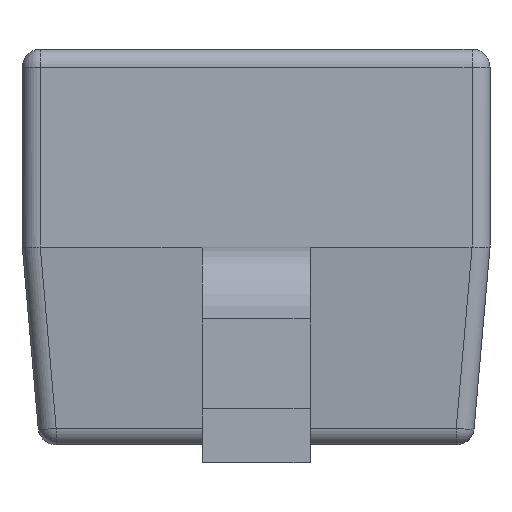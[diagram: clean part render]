
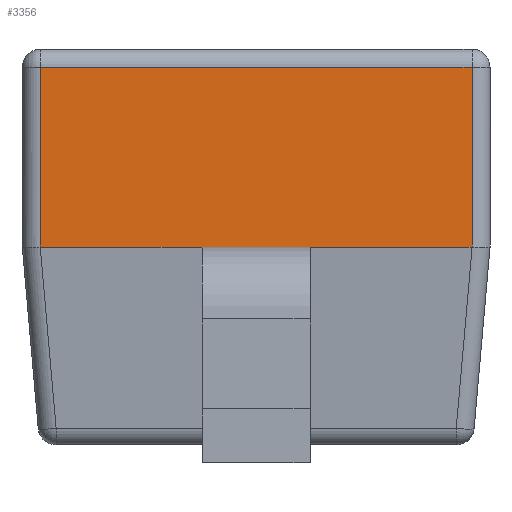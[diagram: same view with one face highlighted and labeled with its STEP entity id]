
A CAD part, left-side view. The second image highlights one B-rep face of the part: STEP entity #3356.
In plain terms, the highlighted planar face has unit normal (-1, 0, 0).
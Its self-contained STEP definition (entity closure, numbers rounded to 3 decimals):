
#693 = CARTESIAN_POINT ( 'NONE',  ( -0.9, 0.15, 0. ) ) ;
#1019 = EDGE_CURVE ( 'NONE', #5937, #7360, #12181, .T. ) ;
#1134 = PLANE ( 'NONE',  #6788 ) ;
#1269 = DIRECTION ( 'NONE',  ( 0., -1., 0. ) ) ;
#1359 = VECTOR ( 'NONE', #10600, 1000. ) ;
#1429 = ORIENTED_EDGE ( 'NONE', *, *, #6352, .T. ) ;
#1718 = CARTESIAN_POINT ( 'NONE',  ( -0.9, -0.15, 0. ) ) ;
#1986 = VERTEX_POINT ( 'NONE', #5299 ) ;
#2012 = ORIENTED_EDGE ( 'NONE', *, *, #2602, .T. ) ;
#2140 = ORIENTED_EDGE ( 'NONE', *, *, #3620, .T. ) ;
#2216 = ORIENTED_EDGE ( 'NONE', *, *, #12270, .T. ) ;
#2358 = FACE_OUTER_BOUND ( 'NONE', #5871, .T. ) ;
#2360 = VECTOR ( 'NONE', #13462, 1000. ) ;
#2588 = CARTESIAN_POINT ( 'NONE',  ( -0.9, -0.65, 0. ) ) ;
#2602 = EDGE_CURVE ( 'NONE', #7360, #7284, #2987, .T. ) ;
#2702 = VECTOR ( 'NONE', #1269, 1000. ) ;
#2987 = LINE ( 'NONE', #6467, #2702 ) ;
#3187 = DIRECTION ( 'NONE',  ( 0., 0., -1. ) ) ;
#3356 = ADVANCED_FACE ( 'NONE', ( #2358 ), #1134, .F. ) ;
#3393 = CARTESIAN_POINT ( 'NONE',  ( -0.9, -0.65, 0.55 ) ) ;
#3620 = EDGE_CURVE ( 'NONE', #4975, #5937, #7572, .T. ) ;
#3710 = CARTESIAN_POINT ( 'NONE',  ( -0.9, -0.65, 0.5 ) ) ;
#3791 = CARTESIAN_POINT ( 'NONE',  ( -0.9, -0.65, 0. ) ) ;
#3825 = CARTESIAN_POINT ( 'NONE',  ( -0.9, 0.6, 0. ) ) ;
#4975 = VERTEX_POINT ( 'NONE', #12551 ) ;
#5299 = CARTESIAN_POINT ( 'NONE',  ( -0.9, -0.6, 0.5 ) ) ;
#5490 = ORIENTED_EDGE ( 'NONE', *, *, #7621, .T. ) ;
#5871 = EDGE_LOOP ( 'NONE', ( #2216, #1429, #2140, #9047, #2012, #5490 ) ) ;
#5937 = VERTEX_POINT ( 'NONE', #3825 ) ;
#6041 = LINE ( 'NONE', #3710, #13159 ) ;
#6352 = EDGE_CURVE ( 'NONE', #1986, #4975, #6041, .T. ) ;
#6467 = CARTESIAN_POINT ( 'NONE',  ( -0.9, -0.65, 0. ) ) ;
#6626 = CARTESIAN_POINT ( 'NONE',  ( -0.9, -0.6, 0. ) ) ;
#6788 = AXIS2_PLACEMENT_3D ( 'NONE', #3393, #10620, #3187 ) ;
#6894 = DIRECTION ( 'NONE',  ( 0., -1., 0. ) ) ;
#7284 = VERTEX_POINT ( 'NONE', #1718 ) ;
#7360 = VERTEX_POINT ( 'NONE', #693 ) ;
#7572 = LINE ( 'NONE', #12654, #1359 ) ;
#7621 = EDGE_CURVE ( 'NONE', #7284, #8339, #12006, .T. ) ;
#7832 = DIRECTION ( 'NONE',  ( 0., -1., 0. ) ) ;
#8137 = VECTOR ( 'NONE', #6894, 1000. ) ;
#8339 = VERTEX_POINT ( 'NONE', #6626 ) ;
#9047 = ORIENTED_EDGE ( 'NONE', *, *, #1019, .T. ) ;
#9476 = VECTOR ( 'NONE', #7832, 1000. ) ;
#10022 = LINE ( 'NONE', #10426, #2360 ) ;
#10253 = DIRECTION ( 'NONE',  ( 0., 1., 0. ) ) ;
#10426 = CARTESIAN_POINT ( 'NONE',  ( -0.9, -0.6, 0.55 ) ) ;
#10600 = DIRECTION ( 'NONE',  ( 0., 0., -1. ) ) ;
#10620 = DIRECTION ( 'NONE',  ( 1., 0., 0. ) ) ;
#12006 = LINE ( 'NONE', #2588, #8137 ) ;
#12181 = LINE ( 'NONE', #3791, #9476 ) ;
#12270 = EDGE_CURVE ( 'NONE', #8339, #1986, #10022, .T. ) ;
#12551 = CARTESIAN_POINT ( 'NONE',  ( -0.9, 0.6, 0.5 ) ) ;
#12654 = CARTESIAN_POINT ( 'NONE',  ( -0.9, 0.6, 0.55 ) ) ;
#13159 = VECTOR ( 'NONE', #10253, 1000. ) ;
#13462 = DIRECTION ( 'NONE',  ( 0., 0., 1. ) ) ;
